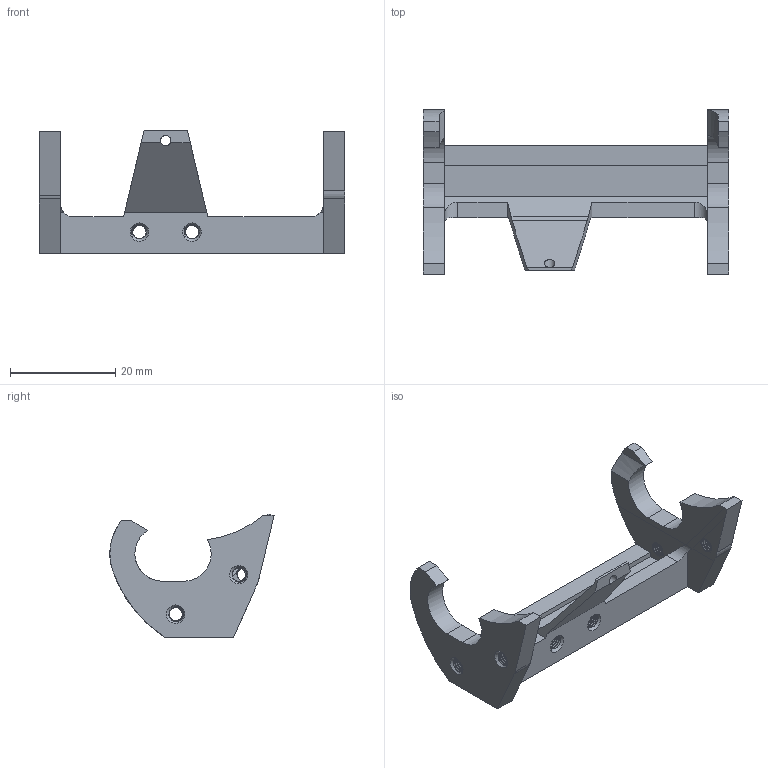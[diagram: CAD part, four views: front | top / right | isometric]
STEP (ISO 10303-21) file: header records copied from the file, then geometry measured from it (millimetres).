
FILE_DESCRIPTION(('FreeCAD Model'),'2;1');
FILE_NAME('Open CASCADE Shape Model','2025-05-18T20:34:57',(''),(''), 'Open CASCADE STEP processor 7.8','FreeCAD','Unknown');
FILE_SCHEMA(('AUTOMOTIVE_DESIGN { 1 0 10303 214 1 1 1 1 }'));
Length unit declared in the file: millimetre
Products named in the file (1): Hole153
Bounding box: 58 x 31.22 x 23.5 mm (x, y, z)
Volume: 5550.5 mm3; surface area: 5135.6 mm2
Topology: 1 solids, 1 shells, 284 faces, 688 edges, 404 vertices
Faces by surface type: bspline 156, cylinder 74, plane 42, cone 12
Full cylindrical faces by diameter (mm): 2 x1, 2.52 x42
Entity records: 25057 total; most frequent: CARTESIAN_POINT 19713, ORIENTED_EDGE 1376, EDGE_CURVE 688, DIRECTION 606, B_SPLINE_CURVE_WITH_KNOTS 421, VERTEX_POINT 404, FACE_BOUND 296, EDGE_LOOP 296
